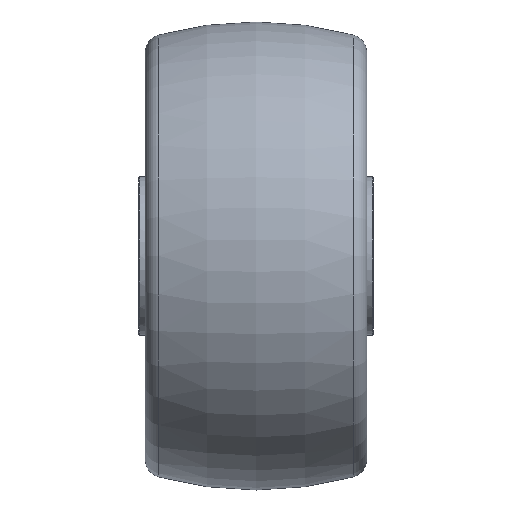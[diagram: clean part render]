
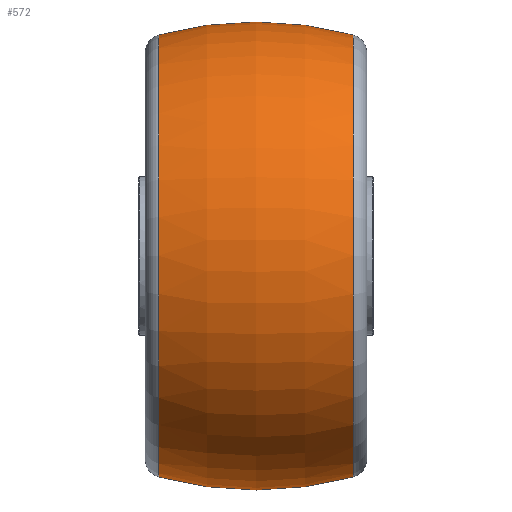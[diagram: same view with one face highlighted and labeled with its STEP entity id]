
A CAD part, top view. The second image highlights one B-rep face of the part: STEP entity #572.
In plain terms, the highlighted toroidal (fillet/blend) face has major radius 11 mm and minor radius 30 mm.
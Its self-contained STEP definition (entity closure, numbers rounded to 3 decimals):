
#8 = AXIS2_PLACEMENT_3D ( 'NONE', #17, #1258, #1409 ) ;
#15 = VERTEX_POINT ( 'NONE', #1457 ) ;
#17 = CARTESIAN_POINT ( 'NONE',  ( 7.895, 0., 0. ) ) ;
#34 = DIRECTION ( 'NONE',  ( -1., 0., 0. ) ) ;
#69 = CIRCLE ( 'NONE', #820, 30. ) ;
#156 = EDGE_CURVE ( 'NONE', #1267, #15, #464, .T. ) ;
#169 = CIRCLE ( 'NONE', #962, 17.943 ) ;
#344 = CIRCLE ( 'NONE', #8, 17.943 ) ;
#431 = DIRECTION ( 'NONE',  ( 0., 1., 0. ) ) ;
#464 = CIRCLE ( 'NONE', #942, 30. ) ;
#502 = ORIENTED_EDGE ( 'NONE', *, *, #697, .T. ) ;
#511 = CARTESIAN_POINT ( 'NONE',  ( 7.895, -17.943, 0. ) ) ;
#516 = CARTESIAN_POINT ( 'NONE',  ( -7.895, 17.943, 0. ) ) ;
#530 = FACE_OUTER_BOUND ( 'NONE', #760, .T. ) ;
#542 = ORIENTED_EDGE ( 'NONE', *, *, #156, .F. ) ;
#572 = ADVANCED_FACE ( 'NONE', ( #530 ), #1049, .T. ) ;
#693 = AXIS2_PLACEMENT_3D ( 'NONE', #1263, #34, #1537 ) ;
#697 = EDGE_CURVE ( 'NONE', #1593, #1329, #69, .T. ) ;
#738 = DIRECTION ( 'NONE',  ( -1., 0., 0. ) ) ;
#760 = EDGE_LOOP ( 'NONE', ( #1048, #502, #1007, #542 ) ) ;
#820 = AXIS2_PLACEMENT_3D ( 'NONE', #1171, #1193, #1443 ) ;
#942 = AXIS2_PLACEMENT_3D ( 'NONE', #1005, #1615, #738 ) ;
#948 = CARTESIAN_POINT ( 'NONE',  ( 7.895, 17.943, 0. ) ) ;
#962 = AXIS2_PLACEMENT_3D ( 'NONE', #1560, #1324, #431 ) ;
#1005 = CARTESIAN_POINT ( 'NONE',  ( 0., 11., 0. ) ) ;
#1007 = ORIENTED_EDGE ( 'NONE', *, *, #1169, .T. ) ;
#1048 = ORIENTED_EDGE ( 'NONE', *, *, #1230, .T. ) ;
#1049 = TOROIDAL_SURFACE ( 'NONE', #693, -11., 30. ) ;
#1169 = EDGE_CURVE ( 'NONE', #1329, #15, #169, .T. ) ;
#1171 = CARTESIAN_POINT ( 'NONE',  ( 0., -11., 0. ) ) ;
#1193 = DIRECTION ( 'NONE',  ( 0., 0., 1. ) ) ;
#1230 = EDGE_CURVE ( 'NONE', #1267, #1593, #344, .T. ) ;
#1258 = DIRECTION ( 'NONE',  ( -1., 0., 0. ) ) ;
#1263 = CARTESIAN_POINT ( 'NONE',  ( 0., 0., 0. ) ) ;
#1267 = VERTEX_POINT ( 'NONE', #511 ) ;
#1324 = DIRECTION ( 'NONE',  ( 1., 0., 0. ) ) ;
#1329 = VERTEX_POINT ( 'NONE', #516 ) ;
#1409 = DIRECTION ( 'NONE',  ( 0., -1., 0. ) ) ;
#1443 = DIRECTION ( 'NONE',  ( 0., -1., 0. ) ) ;
#1457 = CARTESIAN_POINT ( 'NONE',  ( -7.895, -17.943, 0. ) ) ;
#1537 = DIRECTION ( 'NONE',  ( 0., -1., 0. ) ) ;
#1560 = CARTESIAN_POINT ( 'NONE',  ( -7.895, 0., 0. ) ) ;
#1593 = VERTEX_POINT ( 'NONE', #948 ) ;
#1615 = DIRECTION ( 'NONE',  ( 0., 0., -1. ) ) ;
